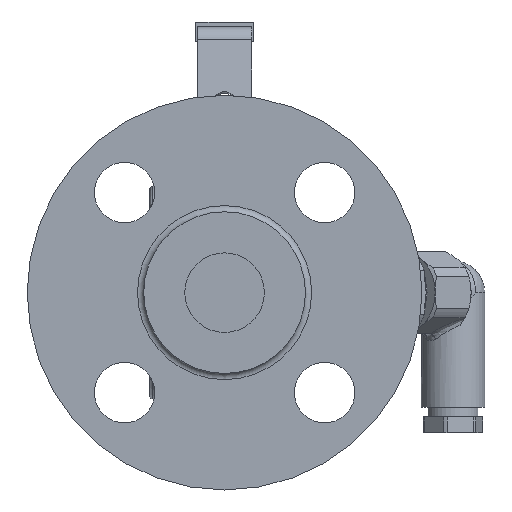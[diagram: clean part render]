
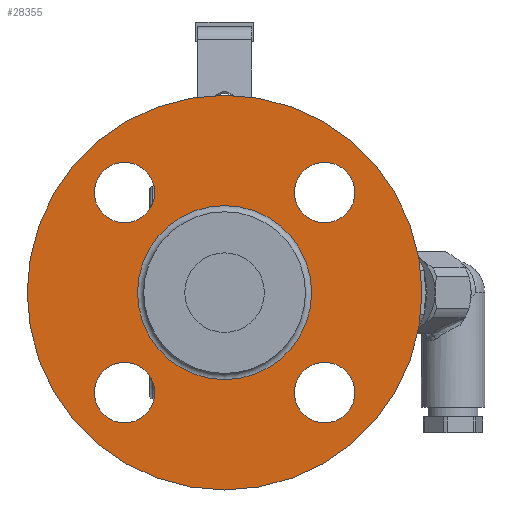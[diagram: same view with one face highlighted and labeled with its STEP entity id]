
A CAD part, left-side view. The second image highlights one B-rep face of the part: STEP entity #28355.
In plain terms, the highlighted planar face has unit normal (-1, 0, 0).
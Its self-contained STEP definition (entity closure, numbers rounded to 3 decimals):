
#2793=FACE_BOUND('',#5860,.T.);
#2794=FACE_BOUND('',#5861,.T.);
#2795=FACE_BOUND('',#5862,.T.);
#2796=FACE_BOUND('',#5863,.T.);
#2797=FACE_BOUND('',#5864,.T.);
#3061=PLANE('',#30598);
#4024=FACE_OUTER_BOUND('',#5859,.T.);
#5859=EDGE_LOOP('',(#20835));
#5860=EDGE_LOOP('',(#20836));
#5861=EDGE_LOOP('',(#20837));
#5862=EDGE_LOOP('',(#20838));
#5863=EDGE_LOOP('',(#20839));
#5864=EDGE_LOOP('',(#20840));
#10489=CIRCLE('',#30583,62.);
#10491=CIRCLE('',#30587,9.5);
#10493=CIRCLE('',#30590,9.5);
#10495=CIRCLE('',#30593,9.5);
#10497=CIRCLE('',#30596,9.5);
#10499=CIRCLE('',#30599,27.336);
#12194=VERTEX_POINT('',#46082);
#12196=VERTEX_POINT('',#46090);
#12198=VERTEX_POINT('',#46096);
#12200=VERTEX_POINT('',#46102);
#12202=VERTEX_POINT('',#46108);
#12204=VERTEX_POINT('',#46114);
#15341=EDGE_CURVE('',#12194,#12194,#10489,.T.);
#15344=EDGE_CURVE('',#12196,#12196,#10491,.T.);
#15347=EDGE_CURVE('',#12198,#12198,#10493,.T.);
#15350=EDGE_CURVE('',#12200,#12200,#10495,.T.);
#15353=EDGE_CURVE('',#12202,#12202,#10497,.T.);
#15356=EDGE_CURVE('',#12204,#12204,#10499,.T.);
#20835=ORIENTED_EDGE('',*,*,#15341,.F.);
#20836=ORIENTED_EDGE('',*,*,#15344,.T.);
#20837=ORIENTED_EDGE('',*,*,#15347,.T.);
#20838=ORIENTED_EDGE('',*,*,#15350,.T.);
#20839=ORIENTED_EDGE('',*,*,#15353,.T.);
#20840=ORIENTED_EDGE('',*,*,#15356,.F.);
#28355=ADVANCED_FACE('',(#4024,#2793,#2794,#2795,#2796,#2797),#3061,.F.);
#30583=AXIS2_PLACEMENT_3D('',#46084,#35122,#35123);
#30587=AXIS2_PLACEMENT_3D('',#46091,#35131,#35132);
#30590=AXIS2_PLACEMENT_3D('',#46097,#35138,#35139);
#30593=AXIS2_PLACEMENT_3D('',#46103,#35145,#35146);
#30596=AXIS2_PLACEMENT_3D('',#46109,#35152,#35153);
#30598=AXIS2_PLACEMENT_3D('',#46113,#35157,#35158);
#30599=AXIS2_PLACEMENT_3D('',#46115,#35159,#35160);
#35122=DIRECTION('center_axis',(1.,0.,0.));
#35123=DIRECTION('ref_axis',(0.,0.,
-1.));
#35131=DIRECTION('center_axis',(1.,0.,0.));
#35132=DIRECTION('ref_axis',(0.,0.,
1.));
#35138=DIRECTION('center_axis',(1.,0.,0.));
#35139=DIRECTION('ref_axis',(0.,-1.,0.));
#35145=DIRECTION('center_axis',(1.,0.,0.));
#35146=DIRECTION('ref_axis',(0.,0.,
-1.));
#35152=DIRECTION('center_axis',(1.,0.,0.));
#35153=DIRECTION('ref_axis',(0.,1.,0.));
#35157=DIRECTION('center_axis',(1.,0.,0.));
#35158=DIRECTION('ref_axis',(0.,0.,
-1.));
#35159=DIRECTION('center_axis',(-1.,0.,0.));
#35160=DIRECTION('ref_axis',(0.,0.,
1.));
#46082=CARTESIAN_POINT('',(-187.036,18.833,60.483));
#46084=CARTESIAN_POINT('Origin',(-187.036,18.833,-1.517));
#46090=CARTESIAN_POINT('',(-187.036,50.264,20.414));
#46091=CARTESIAN_POINT('Origin',(-187.036,50.264,29.914));
#46096=CARTESIAN_POINT('',(-187.036,-3.098,29.914));
#46097=CARTESIAN_POINT('Origin',(-187.036,-12.598,29.914));
#46102=CARTESIAN_POINT('',(-187.036,-12.598,-23.448));
#46103=CARTESIAN_POINT('Origin',(-187.036,-12.598,-32.948));
#46108=CARTESIAN_POINT('',(-187.036,40.764,-32.948));
#46109=CARTESIAN_POINT('Origin',(-187.036,50.264,-32.948));
#46113=CARTESIAN_POINT('Origin',(-187.036,18.833,-1.517));
#46114=CARTESIAN_POINT('',(-187.036,18.833,-28.854));
#46115=CARTESIAN_POINT('Origin',(-187.036,18.833,-1.517));
